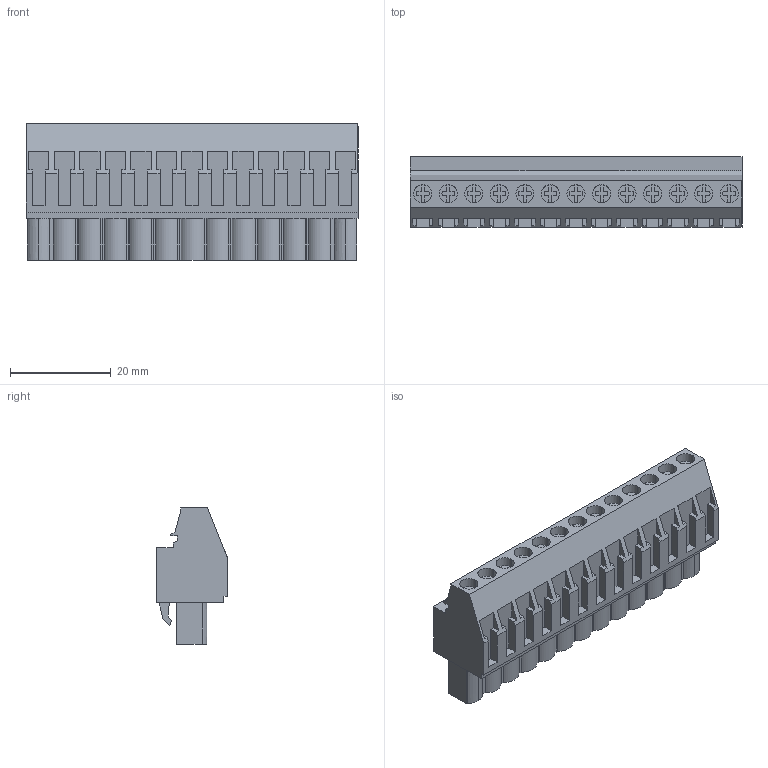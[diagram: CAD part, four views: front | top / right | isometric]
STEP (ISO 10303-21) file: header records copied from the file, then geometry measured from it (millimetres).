
FILE_DESCRIPTION(('CATIA V5 STEP','CAx-IF Rec.Pracs.--- Model Styling and Organization---1.2---2011-12-15'),'2;1');
FILE_NAME ('D1467910_0_1948120000_1948120000.stp','2017-09-08T12:14:41+00:00',('none'),('Weidmueller'),'CATIA Version 5-6 Release 2014','CATIA V5 STEP AP214','none');
FILE_SCHEMA(('AUTOMOTIVE_DESIGN { 1 0 10303 214 1 1 1 1 }'));
Length unit declared in the file: millimetre
Products named in the file (1): 1948120000
Bounding box: 66.04 x 14.1 x 27.2 mm (x, y, z)
Volume: 15034.2 mm3; surface area: 8783 mm2
Topology: 14 solids, 14 shells, 855 faces, 2366 edges, 1594 vertices
Faces by surface type: plane 736, cylinder 115, extrusion 4
Entity records: 25729 total; most frequent: CARTESIAN_POINT 4958, ORIENTED_EDGE 4732, DIRECTION 3480, EDGE_CURVE 2366, VECTOR 2080, LINE 2076, VERTEX_POINT 1594, EDGE_LOOP 910
